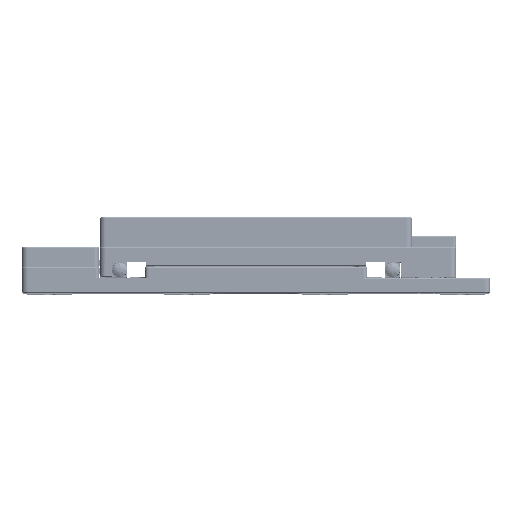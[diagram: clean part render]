
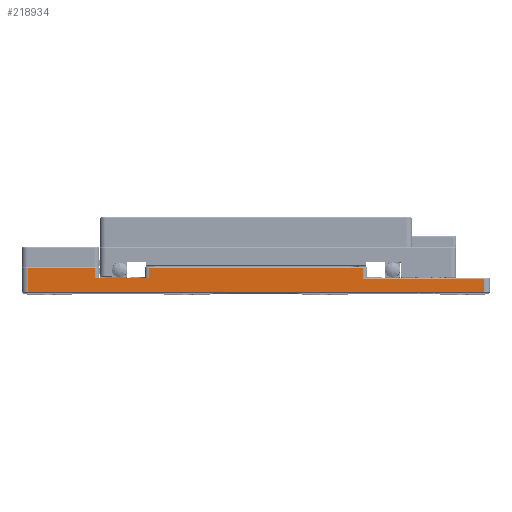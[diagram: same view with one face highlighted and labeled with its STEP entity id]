
A CAD part, top view. The second image highlights one B-rep face of the part: STEP entity #218934.
In plain terms, the highlighted planar face has unit normal (0, 0, 1).
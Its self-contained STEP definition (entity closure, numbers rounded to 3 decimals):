
#2037 = B_SPLINE_CURVE_WITH_KNOTS ( 'NONE', 3,
 ( #186276, #78729, #204324, #96738 ),
 .UNSPECIFIED., .F., .F.,
 ( 4, 4 ),
 ( 0., 1. ),
 .UNSPECIFIED. ) ;
#3933 = VERTEX_POINT ( 'NONE', #204433 ) ;
#6170 = AXIS2_PLACEMENT_3D ( 'NONE', #184445, #202512, #94940 ) ;
#8365 = CARTESIAN_POINT ( 'NONE',  ( -124.5, 9.5, 157.5 ) ) ;
#13610 = ORIENTED_EDGE ( 'NONE', *, *, #199318, .T. ) ;
#16338 = CARTESIAN_POINT ( 'NONE',  ( 102.5, 3.5, 157.5 ) ) ;
#17510 = EDGE_CURVE ( 'NONE', #134604, #71300, #97384, .T. ) ;
#22337 = ORIENTED_EDGE ( 'NONE', *, *, #99606, .T. ) ;
#22731 = EDGE_CURVE ( 'NONE', #28454, #3933, #180965, .T. ) ;
#22981 = CARTESIAN_POINT ( 'NONE',  ( 58.5, 9.5, 157.5 ) ) ;
#25633 = CARTESIAN_POINT ( 'NONE',  ( 124.5, 3.5, 157.5 ) ) ;
#28454 = VERTEX_POINT ( 'NONE', #113206 ) ;
#32253 = VERTEX_POINT ( 'NONE', #44482 ) ;
#34783 = CARTESIAN_POINT ( 'NONE',  ( -124.5, -3.5, 157.5 ) ) ;
#37545 = CARTESIAN_POINT ( 'NONE',  ( -87.5, -4.015, 157.5 ) ) ;
#39898 = CARTESIAN_POINT ( 'NONE',  ( 19.5, 9.5, 157.5 ) ) ;
#40121 = ORIENTED_EDGE ( 'NONE', *, *, #48937, .T. ) ;
#44482 = CARTESIAN_POINT ( 'NONE',  ( -87.5, 9.5, 157.5 ) ) ;
#48937 = EDGE_CURVE ( 'NONE', #165485, #108245, #173014, .T. ) ;
#57860 = VERTEX_POINT ( 'NONE', #194645 ) ;
#57937 = CARTESIAN_POINT ( 'NONE',  ( -58.5, 9.5, 157.5 ) ) ;
#58919 = PLANE ( 'NONE',  #6170 ) ;
#67883 = ORIENTED_EDGE ( 'NONE', *, *, #117856, .T. ) ;
#69059 = B_SPLINE_CURVE_WITH_KNOTS ( 'NONE', 3,
 ( #205380, #79797, #115883, #8365 ),
 .UNSPECIFIED., .F., .F.,
 ( 4, 4 ),
 ( 0., 1. ),
 .UNSPECIFIED. ) ;
#69437 = LINE ( 'NONE', #130388, #159318 ) ;
#70123 = CARTESIAN_POINT ( 'NONE',  ( -124.5, 9.5, 157.5 ) ) ;
#70465 = CARTESIAN_POINT ( 'NONE',  ( 58.5, 3.5, 157.5 ) ) ;
#71300 = VERTEX_POINT ( 'NONE', #116920 ) ;
#71340 = LINE ( 'NONE', #37545, #124705 ) ;
#78729 = CARTESIAN_POINT ( 'NONE',  ( 41.5, -3.5, 157.5 ) ) ;
#79797 = CARTESIAN_POINT ( 'NONE',  ( -99.833, 9.5, 157.5 ) ) ;
#81674 = VECTOR ( 'NONE', #171920, 1000. ) ;
#83200 = VECTOR ( 'NONE', #232204, 1000. ) ;
#89280 = CARTESIAN_POINT ( 'NONE',  ( 58.5, 3.5, 157.5 ) ) ;
#94940 = DIRECTION ( 'NONE',  ( 1., 0., 0. ) ) ;
#96738 = CARTESIAN_POINT ( 'NONE',  ( -124.5, -3.5, 157.5 ) ) ;
#97384 = B_SPLINE_CURVE_WITH_KNOTS ( 'NONE', 3,
 ( #165451, #39898, #147382, #57937 ),
 .UNSPECIFIED., .F., .F.,
 ( 4, 4 ),
 ( 0., 1. ),
 .UNSPECIFIED. ) ;
#98935 = ORIENTED_EDGE ( 'NONE', *, *, #104854, .F. ) ;
#99606 = EDGE_CURVE ( 'NONE', #227991, #134604, #69437, .T. ) ;
#99738 = CARTESIAN_POINT ( 'NONE',  ( -58.5, -4.015, 157.5 ) ) ;
#101768 = CARTESIAN_POINT ( 'NONE',  ( -58.5, 4., 157.5 ) ) ;
#104854 = EDGE_CURVE ( 'NONE', #3933, #57860, #2037, .T. ) ;
#106203 = CARTESIAN_POINT ( 'NONE',  ( -124.5, 5.167, 157.5 ) ) ;
#108245 = VERTEX_POINT ( 'NONE', #120228 ) ;
#113206 = CARTESIAN_POINT ( 'NONE',  ( 124.5, 3.5, 157.5 ) ) ;
#114799 = VERTEX_POINT ( 'NONE', #167941 ) ;
#115883 = CARTESIAN_POINT ( 'NONE',  ( -112.167, 9.5, 157.5 ) ) ;
#116920 = CARTESIAN_POINT ( 'NONE',  ( -58.5, 9.5, 157.5 ) ) ;
#117856 = EDGE_CURVE ( 'NONE', #32253, #114799, #69059, .T. ) ;
#119207 = B_SPLINE_CURVE_WITH_KNOTS ( 'NONE', 3,
 ( #159966, #16338, #177931, #70465 ),
 .UNSPECIFIED., .F., .F.,
 ( 4, 4 ),
 ( 0., 1. ),
 .UNSPECIFIED. ) ;
#120228 = CARTESIAN_POINT ( 'NONE',  ( -87.5, 4., 157.5 ) ) ;
#124705 = VECTOR ( 'NONE', #181135, 1000. ) ;
#130388 = CARTESIAN_POINT ( 'NONE',  ( 58.5, -4.015, 157.5 ) ) ;
#134604 = VERTEX_POINT ( 'NONE', #22981 ) ;
#138827 = VECTOR ( 'NONE', #169229, 1000. ) ;
#142283 = CARTESIAN_POINT ( 'NONE',  ( -124.5, 0.833, 157.5 ) ) ;
#144999 = B_SPLINE_CURVE_WITH_KNOTS ( 'NONE', 3,
 ( #70123, #106203, #142283, #34783 ),
 .UNSPECIFIED., .F., .F.,
 ( 4, 4 ),
 ( 0., 1. ),
 .UNSPECIFIED. ) ;
#147382 = CARTESIAN_POINT ( 'NONE',  ( -19.5, 9.5, 157.5 ) ) ;
#148504 = DIRECTION ( 'NONE',  ( 0., 1., 0. ) ) ;
#154546 = ORIENTED_EDGE ( 'NONE', *, *, #22731, .F. ) ;
#159318 = VECTOR ( 'NONE', #148504, 1000. ) ;
#159966 = CARTESIAN_POINT ( 'NONE',  ( 124.5, 3.5, 157.5 ) ) ;
#161556 = ORIENTED_EDGE ( 'NONE', *, *, #169273, .T. ) ;
#165451 = CARTESIAN_POINT ( 'NONE',  ( 58.5, 9.5, 157.5 ) ) ;
#165485 = VERTEX_POINT ( 'NONE', #101768 ) ;
#167941 = CARTESIAN_POINT ( 'NONE',  ( -124.5, 9.5, 157.5 ) ) ;
#169229 = DIRECTION ( 'NONE',  ( 0., -1., 0. ) ) ;
#169273 = EDGE_CURVE ( 'NONE', #28454, #227991, #119207, .T. ) ;
#171920 = DIRECTION ( 'NONE',  ( 0., -1., 0. ) ) ;
#172385 = EDGE_CURVE ( 'NONE', #114799, #57860, #144999, .T. ) ;
#173014 = LINE ( 'NONE', #214137, #83200 ) ;
#177931 = CARTESIAN_POINT ( 'NONE',  ( 80.5, 3.5, 157.5 ) ) ;
#180965 = LINE ( 'NONE', #25633, #138827 ) ;
#181135 = DIRECTION ( 'NONE',  ( 0., 1., 0. ) ) ;
#184445 = CARTESIAN_POINT ( 'NONE',  ( -129.48, -4.015, 157.5 ) ) ;
#186276 = CARTESIAN_POINT ( 'NONE',  ( 124.5, -3.5, 157.5 ) ) ;
#188869 = FACE_OUTER_BOUND ( 'NONE', #206756, .T. ) ;
#192204 = ORIENTED_EDGE ( 'NONE', *, *, #17510, .T. ) ;
#194645 = CARTESIAN_POINT ( 'NONE',  ( -124.5, -3.5, 157.5 ) ) ;
#199318 = EDGE_CURVE ( 'NONE', #71300, #165485, #224908, .T. ) ;
#202512 = DIRECTION ( 'NONE',  ( 0., 0., 1. ) ) ;
#204324 = CARTESIAN_POINT ( 'NONE',  ( -41.5, -3.5, 157.5 ) ) ;
#204433 = CARTESIAN_POINT ( 'NONE',  ( 124.5, -3.5, 157.5 ) ) ;
#205380 = CARTESIAN_POINT ( 'NONE',  ( -87.5, 9.5, 157.5 ) ) ;
#206756 = EDGE_LOOP ( 'NONE', ( #223258, #67883, #217402, #98935, #154546, #161556, #22337, #192204, #13610, #40121 ) ) ;
#214137 = CARTESIAN_POINT ( 'NONE',  ( -129.48, 4., 157.5 ) ) ;
#217402 = ORIENTED_EDGE ( 'NONE', *, *, #172385, .T. ) ;
#217881 = EDGE_CURVE ( 'NONE', #108245, #32253, #71340, .T. ) ;
#218934 = ADVANCED_FACE ( 'NONE', ( #188869 ), #58919, .T. ) ;
#223258 = ORIENTED_EDGE ( 'NONE', *, *, #217881, .T. ) ;
#224908 = LINE ( 'NONE', #99738, #81674 ) ;
#227991 = VERTEX_POINT ( 'NONE', #89280 ) ;
#232204 = DIRECTION ( 'NONE',  ( -1., 0., 0. ) ) ;
